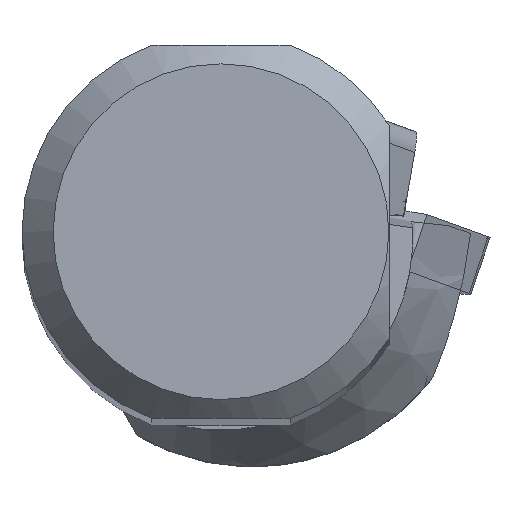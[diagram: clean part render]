
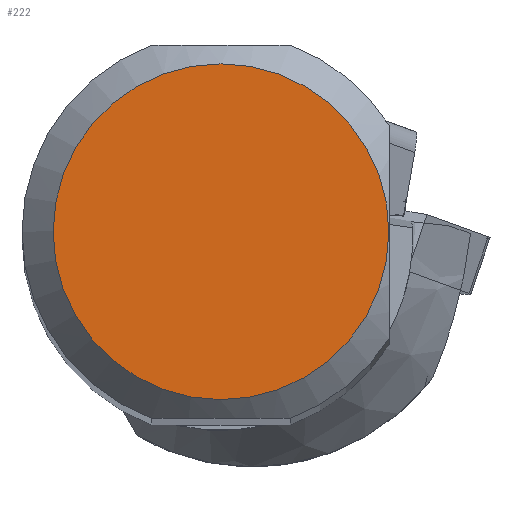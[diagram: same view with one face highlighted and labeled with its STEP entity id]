
A CAD part, top view. The second image highlights one B-rep face of the part: STEP entity #222.
In plain terms, the highlighted planar face has unit normal (0, 0, 1).
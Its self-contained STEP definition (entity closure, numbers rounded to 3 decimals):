
#147=CIRCLE('',#1372,13.5);
#222=ADVANCED_FACE('',(#335),#285,.F.);
#285=PLANE('',#1377);
#335=FACE_OUTER_BOUND('',#402,.T.);
#402=EDGE_LOOP('',(#589));
#589=ORIENTED_EDGE('',*,*,#1022,.F.);
#888=VERTEX_POINT('',#1992);
#1022=EDGE_CURVE('',#888,#888,#147,.T.);
#1372=AXIS2_PLACEMENT_3D('',#1991,#1564,#1565);
#1377=AXIS2_PLACEMENT_3D('',#2006,#1575,#1576);
#1564=DIRECTION('',(0.,0.,-1.));
#1565=DIRECTION('',(0.,1.,0.));
#1575=DIRECTION('',(0.,0.,-1.));
#1576=DIRECTION('',(0.,-1.,0.));
#1991=CARTESIAN_POINT('',(0.,0.,
0.));
#1992=CARTESIAN_POINT('',(0.,13.5,0.));
#2006=CARTESIAN_POINT('',(0.,0.,
0.));
